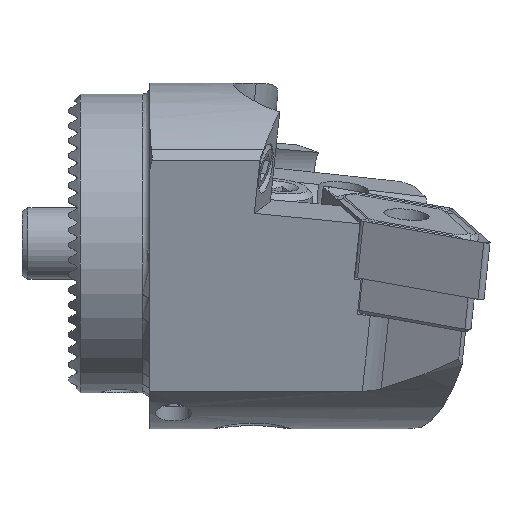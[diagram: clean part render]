
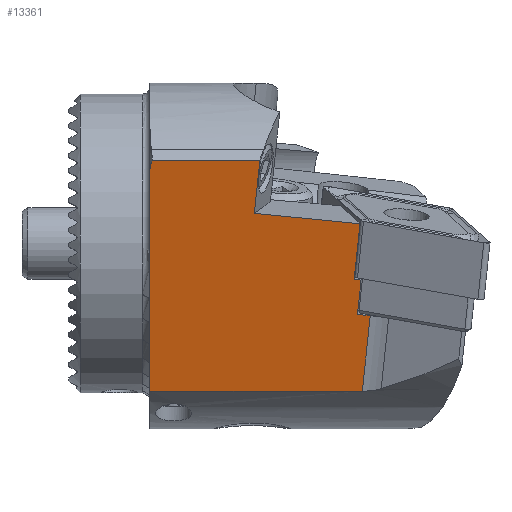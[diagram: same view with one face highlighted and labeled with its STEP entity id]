
A CAD part, top view. The second image highlights one B-rep face of the part: STEP entity #13361.
In plain terms, the highlighted planar face has unit normal (0, -0.242, 0.97).
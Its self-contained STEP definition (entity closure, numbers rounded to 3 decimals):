
#43 = EDGE_CURVE ( 'NONE', #7108, #6939, #14925, .T. ) ;
#220 = CARTESIAN_POINT ( 'NONE',  ( -0.767, -12.393, 10.308 ) ) ;
#279 = DIRECTION ( 'NONE',  ( 1., 0., 0. ) ) ;
#337 = CARTESIAN_POINT ( 'NONE',  ( 6.5, 11.919, 16.37 ) ) ;
#338 = LINE ( 'NONE', #12376, #15018 ) ;
#379 = ORIENTED_EDGE ( 'NONE', *, *, #10758, .F. ) ;
#611 = EDGE_CURVE ( 'NONE', #13603, #11516, #9431, .T. ) ;
#745 = CARTESIAN_POINT ( 'NONE',  ( 6.5, -2.1, 12.874 ) ) ;
#771 = CARTESIAN_POINT ( 'NONE',  ( 6.5, 5.905, 14.87 ) ) ;
#1340 = CARTESIAN_POINT ( 'NONE',  ( 22.933, -25.486, 7.044 ) ) ;
#1446 = ORIENTED_EDGE ( 'NONE', *, *, #12744, .F. ) ;
#1598 = ORIENTED_EDGE ( 'NONE', *, *, #6302, .T. ) ;
#1732 = PLANE ( 'NONE',  #14242 ) ;
#1974 = VECTOR ( 'NONE', #9801, 1000. ) ;
#2074 = CARTESIAN_POINT ( 'NONE',  ( 6.5, 11.919, 16.37 ) ) ;
#2258 = VECTOR ( 'NONE', #13490, 1000. ) ;
#2265 = ORIENTED_EDGE ( 'NONE', *, *, #11974, .T. ) ;
#2374 = VECTOR ( 'NONE', #2448, 1000. ) ;
#2448 = DIRECTION ( 'NONE',  ( 0.101, 0.965, 0.241 ) ) ;
#2687 = CARTESIAN_POINT ( 'NONE',  ( 12.426, -24.446, 7.303 ) ) ;
#2817 = CARTESIAN_POINT ( 'NONE',  ( 6.5, -12.261, 10.341 ) ) ;
#3093 = VERTEX_POINT ( 'NONE', #6680 ) ;
#3169 = CARTESIAN_POINT ( 'NONE',  ( 6.658, 6.804, 15.094 ) ) ;
#3220 = VECTOR ( 'NONE', #7342, 1000. ) ;
#3341 = CARTESIAN_POINT ( 'NONE',  ( 24.309, -12.393, 10.308 ) ) ;
#3376 = ORIENTED_EDGE ( 'NONE', *, *, #11886, .F. ) ;
#3393 = VECTOR ( 'NONE', #10897, 1000. ) ;
#3491 = CARTESIAN_POINT ( 'NONE',  ( 24.142, 1.627, 13.804 ) ) ;
#3647 = ORIENTED_EDGE ( 'NONE', *, *, #6256, .T. ) ;
#3768 = CARTESIAN_POINT ( 'NONE',  ( 19.64, 2.073, 13.915 ) ) ;
#3970 = CARTESIAN_POINT ( 'NONE',  ( 22.933, -25.486, 7.044 ) ) ;
#4009 = VERTEX_POINT ( 'NONE', #13855 ) ;
#4237 = CARTESIAN_POINT ( 'NONE',  ( 23.902, -5.956, 11.913 ) ) ;
#4641 = CARTESIAN_POINT ( 'NONE',  ( 26.389, 17.703, 17.812 ) ) ;
#4855 = VERTEX_POINT ( 'NONE', #6987 ) ;
#4997 = CARTESIAN_POINT ( 'NONE',  ( 25.632, -3.202, 12.6 ) ) ;
#5097 = VECTOR ( 'NONE', #10616, 1000. ) ;
#5183 = VERTEX_POINT ( 'NONE', #8440 ) ;
#5284 = LINE ( 'NONE', #7217, #5097 ) ;
#5328 = CARTESIAN_POINT ( 'NONE',  ( 6.5, -4.19, 12.353 ) ) ;
#5460 = EDGE_CURVE ( 'NONE', #6939, #4855, #12769, .T. ) ;
#5518 = CARTESIAN_POINT ( 'NONE',  ( 6.748, 6.964, 15.134 ) ) ;
#5763 = ORIENTED_EDGE ( 'NONE', *, *, #9289, .T. ) ;
#6235 = B_SPLINE_CURVE_WITH_KNOTS ( 'NONE', 3,
 ( #771, #6633, #11260, #6795, #3169, #5518 ),
 .UNSPECIFIED., .F., .F.,
 ( 4, 2, 4 ),
 ( 0.002, 0.003, 0.003 ),
 .UNSPECIFIED. ) ;
#6256 = EDGE_CURVE ( 'NONE', #8084, #13603, #6459, .T. ) ;
#6302 = EDGE_CURVE ( 'NONE', #10637, #3093, #9232, .T. ) ;
#6345 = EDGE_CURVE ( 'NONE', #5183, #4009, #7024, .T. ) ;
#6366 = DIRECTION ( 'NONE',  ( 0., 0.242, -0.97 ) ) ;
#6459 = LINE ( 'NONE', #220, #15029 ) ;
#6633 = CARTESIAN_POINT ( 'NONE',  ( 6.5, 6.088, 14.916 ) ) ;
#6680 = CARTESIAN_POINT ( 'NONE',  ( 15.259, 2.506, 14.023 ) ) ;
#6795 = CARTESIAN_POINT ( 'NONE',  ( 6.596, 6.627, 15.05 ) ) ;
#6848 = DIRECTION ( 'NONE',  ( 0.101, 0.965, 0.241 ) ) ;
#6939 = VERTEX_POINT ( 'NONE', #7479 ) ;
#6968 = CARTESIAN_POINT ( 'NONE',  ( 24.975, -6.063, 11.886 ) ) ;
#6974 = LINE ( 'NONE', #2687, #12071 ) ;
#6987 = CARTESIAN_POINT ( 'NONE',  ( 6.5, -1.577, 13.005 ) ) ;
#7024 = LINE ( 'NONE', #4997, #3220 ) ;
#7108 = VERTEX_POINT ( 'NONE', #13085 ) ;
#7217 = CARTESIAN_POINT ( 'NONE',  ( 22.933, 6.964, 15.134 ) ) ;
#7342 = DIRECTION ( 'NONE',  ( -0.995, 0.098, 0.025 ) ) ;
#7479 = CARTESIAN_POINT ( 'NONE',  ( 6.5, -4.713, 12.223 ) ) ;
#7558 = DIRECTION ( 'NONE',  ( 0., 0.97, 0.242 ) ) ;
#7796 = VERTEX_POINT ( 'NONE', #8816 ) ;
#7841 = VECTOR ( 'NONE', #9674, 1000. ) ;
#8084 = VERTEX_POINT ( 'NONE', #11903 ) ;
#8307 = B_SPLINE_CURVE_WITH_KNOTS ( 'NONE', 3,
 ( #8438, #9735, #2817, #11997 ),
 .UNSPECIFIED., .F., .F.,
 ( 4, 4 ),
 ( 0.002, 0.002 ),
 .UNSPECIFIED. ) ;
#8341 = ORIENTED_EDGE ( 'NONE', *, *, #9685, .F. ) ;
#8402 = DIRECTION ( 'NONE',  ( 0.101, 0.965, 0.241 ) ) ;
#8438 = CARTESIAN_POINT ( 'NONE',  ( 6.507, -12.393, 10.308 ) ) ;
#8440 = CARTESIAN_POINT ( 'NONE',  ( 24.207, -3.061, 12.635 ) ) ;
#8461 = LINE ( 'NONE', #11004, #1974 ) ;
#8816 = CARTESIAN_POINT ( 'NONE',  ( 6.748, 6.964, 15.134 ) ) ;
#8880 = LINE ( 'NONE', #4641, #13804 ) ;
#9009 = EDGE_LOOP ( 'NONE', ( #1598, #12424, #8341, #3376, #379, #9198, #11084, #11482, #3647, #14041, #5763, #2265, #11572, #1446 ) ) ;
#9198 = ORIENTED_EDGE ( 'NONE', *, *, #5460, .F. ) ;
#9232 = LINE ( 'NONE', #3768, #3393 ) ;
#9289 = EDGE_CURVE ( 'NONE', #11516, #11935, #338, .T. ) ;
#9431 = LINE ( 'NONE', #1340, #2374 ) ;
#9674 = DIRECTION ( 'NONE',  ( 0., 0.97, 0.242 ) ) ;
#9685 = EDGE_CURVE ( 'NONE', #7796, #11930, #5284, .T. ) ;
#9700 = CARTESIAN_POINT ( 'NONE',  ( 6.5, 5.905, 14.87 ) ) ;
#9735 = CARTESIAN_POINT ( 'NONE',  ( 6.502, -12.327, 10.325 ) ) ;
#9801 = DIRECTION ( 'NONE',  ( -0.101, -0.965, -0.241 ) ) ;
#10616 = DIRECTION ( 'NONE',  ( 1., 0., 0. ) ) ;
#10637 = VERTEX_POINT ( 'NONE', #3491 ) ;
#10758 = EDGE_CURVE ( 'NONE', #4855, #12910, #10964, .T. ) ;
#10897 = DIRECTION ( 'NONE',  ( -0.995, 0.098, 0.025 ) ) ;
#10964 = LINE ( 'NONE', #337, #7841 ) ;
#11004 = CARTESIAN_POINT ( 'NONE',  ( 23.655, -3.006, 12.648 ) ) ;
#11084 = ORIENTED_EDGE ( 'NONE', *, *, #43, .F. ) ;
#11260 = CARTESIAN_POINT ( 'NONE',  ( 6.518, 6.271, 14.962 ) ) ;
#11278 = CARTESIAN_POINT ( 'NONE',  ( 6.5, -4.713, 12.223 ) ) ;
#11482 = ORIENTED_EDGE ( 'NONE', *, *, #13200, .F. ) ;
#11516 = VERTEX_POINT ( 'NONE', #6968 ) ;
#11572 = ORIENTED_EDGE ( 'NONE', *, *, #6345, .T. ) ;
#11886 = EDGE_CURVE ( 'NONE', #12910, #7796, #6235, .T. ) ;
#11903 = CARTESIAN_POINT ( 'NONE',  ( 6.507, -12.393, 10.308 ) ) ;
#11930 = VERTEX_POINT ( 'NONE', #12418 ) ;
#11935 = VERTEX_POINT ( 'NONE', #4237 ) ;
#11974 = EDGE_CURVE ( 'NONE', #11935, #5183, #8880, .T. ) ;
#11997 = CARTESIAN_POINT ( 'NONE',  ( 6.5, -12.195, 10.357 ) ) ;
#12071 = VECTOR ( 'NONE', #8402, 1000. ) ;
#12376 = CARTESIAN_POINT ( 'NONE',  ( -0.046, -3.587, 12.504 ) ) ;
#12386 = CARTESIAN_POINT ( 'NONE',  ( 6.483, -3.145, 12.614 ) ) ;
#12418 = CARTESIAN_POINT ( 'NONE',  ( 15.727, 6.964, 15.134 ) ) ;
#12424 = ORIENTED_EDGE ( 'NONE', *, *, #12879, .T. ) ;
#12613 = FACE_OUTER_BOUND ( 'NONE', #9009, .T. ) ;
#12744 = EDGE_CURVE ( 'NONE', #10637, #4009, #8461, .T. ) ;
#12769 = B_SPLINE_CURVE_WITH_KNOTS ( 'NONE', 3,
 ( #11278, #5328, #12386, #745, #14604 ),
 .UNSPECIFIED., .F., .F.,
 ( 4, 1, 4 ),
 ( 0.003, 0.005, 0.006 ),
 .UNSPECIFIED. ) ;
#12879 = EDGE_CURVE ( 'NONE', #3093, #11930, #6974, .T. ) ;
#12910 = VERTEX_POINT ( 'NONE', #9700 ) ;
#13085 = CARTESIAN_POINT ( 'NONE',  ( 6.5, -12.195, 10.357 ) ) ;
#13200 = EDGE_CURVE ( 'NONE', #8084, #7108, #8307, .T. ) ;
#13361 = ADVANCED_FACE ( 'NONE', ( #12613 ), #1732, .F. ) ;
#13490 = DIRECTION ( 'NONE',  ( 0., 0.97, 0.242 ) ) ;
#13603 = VERTEX_POINT ( 'NONE', #3341 ) ;
#13804 = VECTOR ( 'NONE', #6848, 1000. ) ;
#13855 = CARTESIAN_POINT ( 'NONE',  ( 23.655, -3.006, 12.648 ) ) ;
#14041 = ORIENTED_EDGE ( 'NONE', *, *, #611, .T. ) ;
#14242 = AXIS2_PLACEMENT_3D ( 'NONE', #3970, #6366, #7558 ) ;
#14554 = DIRECTION ( 'NONE',  ( -0.995, 0.098, 0.025 ) ) ;
#14604 = CARTESIAN_POINT ( 'NONE',  ( 6.5, -1.577, 13.005 ) ) ;
#14925 = LINE ( 'NONE', #2074, #2258 ) ;
#15018 = VECTOR ( 'NONE', #14554, 1000. ) ;
#15029 = VECTOR ( 'NONE', #279, 1000. ) ;
